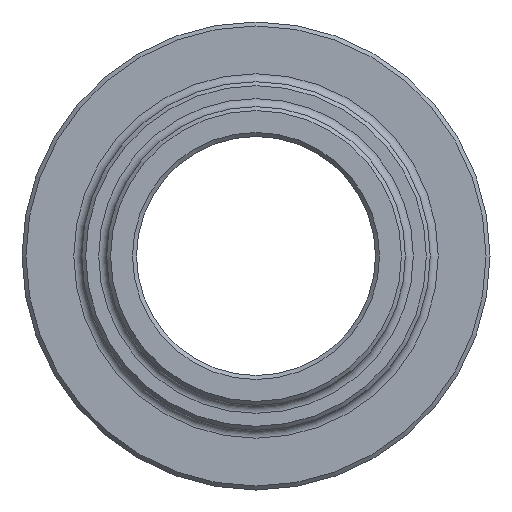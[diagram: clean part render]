
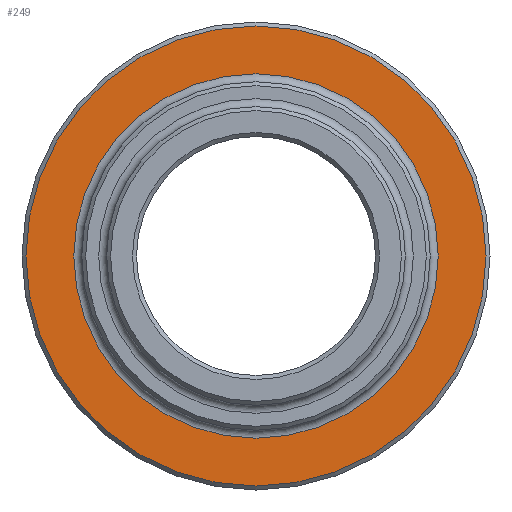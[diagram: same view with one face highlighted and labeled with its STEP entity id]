
A CAD part, left-side view. The second image highlights one B-rep face of the part: STEP entity #249.
In plain terms, the highlighted planar face has unit normal (-1, 0, 0).
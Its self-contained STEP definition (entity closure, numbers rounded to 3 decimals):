
#22=FACE_BOUND('',#76,.T.);
#26=PLANE('',#298);
#58=FACE_OUTER_BOUND('',#75,.T.);
#75=EDGE_LOOP('',(#196));
#76=EDGE_LOOP('',(#197));
#98=CIRCLE('',#293,9.15);
#102=CIRCLE('',#299,11.55);
#122=VERTEX_POINT('',#437);
#125=VERTEX_POINT('',#448);
#147=EDGE_CURVE('',#122,#122,#98,.T.);
#152=EDGE_CURVE('',#125,#125,#102,.T.);
#196=ORIENTED_EDGE('',*,*,#152,.F.);
#197=ORIENTED_EDGE('',*,*,#147,.F.);
#249=ADVANCED_FACE('',(#58,#22),#26,.T.);
#293=AXIS2_PLACEMENT_3D('',#439,#350,#351);
#298=AXIS2_PLACEMENT_3D('',#447,#361,#362);
#299=AXIS2_PLACEMENT_3D('',#449,#363,#364);
#350=DIRECTION('center_axis',(-1.,0.,0.));
#351=DIRECTION('ref_axis',(0.,-1.,0.));
#361=DIRECTION('center_axis',(-1.,0.,0.));
#362=DIRECTION('ref_axis',(0.,0.,1.));
#363=DIRECTION('center_axis',(1.,0.,0.));
#364=DIRECTION('ref_axis',(0.,-1.,0.));
#437=CARTESIAN_POINT('',(-3.,0.,9.15));
#439=CARTESIAN_POINT('Origin',(-3.,0.,0.));
#447=CARTESIAN_POINT('Origin',(-3.,11.75,0.));
#448=CARTESIAN_POINT('',(-3.,11.55,0.));
#449=CARTESIAN_POINT('Origin',(-3.,0.,0.));
